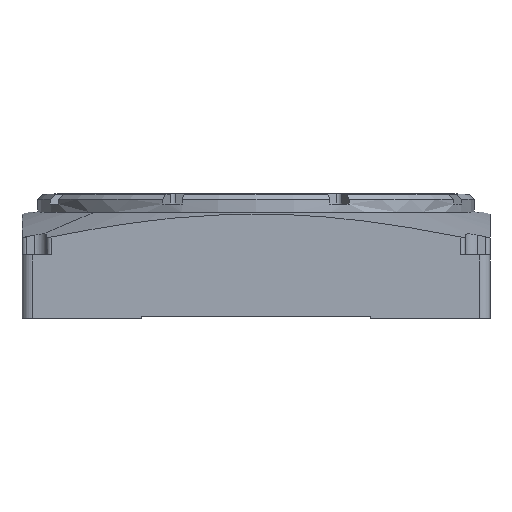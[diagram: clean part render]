
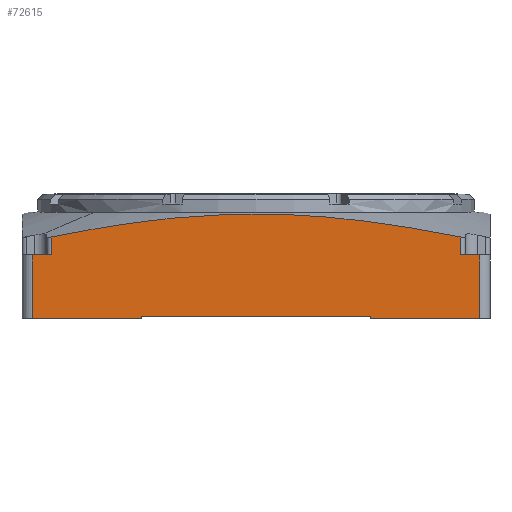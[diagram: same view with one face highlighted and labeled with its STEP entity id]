
A CAD part, front view. The second image highlights one B-rep face of the part: STEP entity #72615.
In plain terms, the highlighted planar face has unit normal (0, -1, 0).
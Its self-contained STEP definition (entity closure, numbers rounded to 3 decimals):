
#19119=CARTESIAN_POINT('',(98.5,-112.5,39.142));
#19143=CARTESIAN_POINT('',(-98.5,-112.5,39.142));
#19201=DIRECTION('',(-1.,0.,0.));
#19202=VECTOR('',#19201,9.);
#19203=CARTESIAN_POINT('',(107.5,-112.5,30.5));
#19204=LINE('',#19203,#19202);
#19226=DIRECTION('',(-1.,0.,0.));
#19227=VECTOR('',#19226,9.);
#19228=CARTESIAN_POINT('',(-98.5,-112.5,30.5));
#19229=LINE('',#19228,#19227);
#19417=DIRECTION('',(1.,0.,0.));
#19418=VECTOR('',#19417,52.5);
#19419=CARTESIAN_POINT('',(55.,-112.5,0.));
#19420=LINE('',#19419,#19418);
#19426=DIRECTION('',(1.,0.,0.));
#19427=VECTOR('',#19426,52.5);
#19428=CARTESIAN_POINT('',(-107.5,-112.5,0.));
#19429=LINE('',#19428,#19427);
#24058=DIRECTION('',(0.,0.,1.));
#24059=VECTOR('',#24058,8.642);
#24060=CARTESIAN_POINT('',(98.5,-112.5,30.5));
#24061=LINE('',#24060,#24059);
#24062=DIRECTION('',(0.,0.,-1.));
#24063=VECTOR('',#24062,30.5);
#24064=CARTESIAN_POINT('',(107.5,-112.5,30.5));
#24065=LINE('',#24064,#24063);
#24066=DIRECTION('',(0.,0.,1.));
#24067=VECTOR('',#24066,1.);
#24068=CARTESIAN_POINT('',(55.,-112.5,0.));
#24069=LINE('',#24068,#24067);
#24070=DIRECTION('',(1.,0.,0.));
#24071=VECTOR('',#24070,110.);
#24072=CARTESIAN_POINT('',(-55.,-112.5,1.));
#24073=LINE('',#24072,#24071);
#24074=DIRECTION('',(0.,0.,1.));
#24075=VECTOR('',#24074,1.);
#24076=CARTESIAN_POINT('',(-55.,-112.5,0.));
#24077=LINE('',#24076,#24075);
#24078=DIRECTION('',(0.,0.,-1.));
#24079=VECTOR('',#24078,30.5);
#24080=CARTESIAN_POINT('',(-107.5,-112.5,30.5));
#24081=LINE('',#24080,#24079);
#24082=DIRECTION('',(0.,0.,-1.));
#24083=VECTOR('',#24082,8.642);
#24084=CARTESIAN_POINT('',(-98.5,-112.5,39.142));
#24085=LINE('',#24084,#24083);
#24086=CARTESIAN_POINT('',(-98.5,-112.5,39.142));
#24087=CARTESIAN_POINT('',(-95.228,-112.5,39.788));
#24088=CARTESIAN_POINT('',(-88.86,-112.5,41.01));
#24089=CARTESIAN_POINT('',(-79.909,-112.5,42.621));
#24090=CARTESIAN_POINT('',(-71.334,-112.5,44.056));
#24091=CARTESIAN_POINT('',(-63.061,-112.5,45.329));
#24092=CARTESIAN_POINT('',(-54.995,-112.5,46.454));
#24093=CARTESIAN_POINT('',(-47.065,-112.5,47.437));
#24094=CARTESIAN_POINT('',(-39.212,-112.5,48.282));
#24095=CARTESIAN_POINT('',(-31.391,-112.5,48.985));
#24096=CARTESIAN_POINT('',(-23.57,-112.5,49.543));
#24097=CARTESIAN_POINT('',(-15.731,-112.5,49.948));
#24098=CARTESIAN_POINT('',(-7.87,-112.5,50.195));
#24099=CARTESIAN_POINT('',(0.005,-112.5,50.278));
#24100=CARTESIAN_POINT('',(7.88,-112.5,50.195));
#24101=CARTESIAN_POINT('',(15.741,-112.5,49.948));
#24102=CARTESIAN_POINT('',(23.58,-112.5,49.542));
#24103=CARTESIAN_POINT('',(31.401,-112.5,48.984));
#24104=CARTESIAN_POINT('',(39.221,-112.5,48.281));
#24105=CARTESIAN_POINT('',(47.073,-112.5,47.436));
#24106=CARTESIAN_POINT('',(55.001,-112.5,46.453));
#24107=CARTESIAN_POINT('',(63.065,-112.5,45.328));
#24108=CARTESIAN_POINT('',(71.337,-112.5,44.056));
#24109=CARTESIAN_POINT('',(79.91,-112.5,42.621));
#24110=CARTESIAN_POINT('',(88.86,-112.5,41.01));
#24111=CARTESIAN_POINT('',(95.228,-112.5,39.788));
#24112=CARTESIAN_POINT('',(98.5,-112.5,39.142));
#27560=CARTESIAN_POINT('',(-55.,-112.5,1.));
#27561=CARTESIAN_POINT('',(55.,-112.5,1.));
#27562=VERTEX_POINT('',#27560);
#27563=VERTEX_POINT('',#27561);
#27564=CARTESIAN_POINT('',(-55.,-112.5,0.));
#27565=VERTEX_POINT('',#27564);
#27566=CARTESIAN_POINT('',(55.,-112.5,0.));
#27567=VERTEX_POINT('',#27566);
#27617=CARTESIAN_POINT('',(107.5,-112.5,0.));
#27619=VERTEX_POINT('',#27617);
#27620=CARTESIAN_POINT('',(-107.5,-112.5,0.));
#27622=VERTEX_POINT('',#27620);
#27791=CARTESIAN_POINT('',(107.5,-112.5,30.5));
#27793=VERTEX_POINT('',#27791);
#27794=CARTESIAN_POINT('',(-107.5,-112.5,30.5));
#27796=VERTEX_POINT('',#27794);
#27833=VERTEX_POINT('',#19119);
#27837=CARTESIAN_POINT('',(98.5,-112.5,30.5));
#27838=VERTEX_POINT('',#27837);
#27843=VERTEX_POINT('',#19143);
#27844=CARTESIAN_POINT('',(-98.5,-112.5,30.5));
#27845=VERTEX_POINT('',#27844);
#72591=CARTESIAN_POINT('',(-112.5,-112.5,0.));
#72592=DIRECTION('',(0.,-1.,0.));
#72593=DIRECTION('',(1.,0.,0.));
#72594=AXIS2_PLACEMENT_3D('',#72591,#72592,#72593);
#72595=PLANE('',#72594);
#72597=ORIENTED_EDGE('',*,*,#72596,.F.);
#72598=ORIENTED_EDGE('',*,*,#66693,.F.);
#72600=ORIENTED_EDGE('',*,*,#72599,.T.);
#72601=ORIENTED_EDGE('',*,*,#66923,.F.);
#72603=ORIENTED_EDGE('',*,*,#72602,.T.);
#72604=ORIENTED_EDGE('',*,*,#68080,.F.);
#72605=ORIENTED_EDGE('',*,*,#72585,.F.);
#72606=ORIENTED_EDGE('',*,*,#66947,.F.);
#72608=ORIENTED_EDGE('',*,*,#72607,.F.);
#72609=ORIENTED_EDGE('',*,*,#66725,.F.);
#72611=ORIENTED_EDGE('',*,*,#72610,.F.);
#72612=ORIENTED_EDGE('',*,*,#66635,.T.);
#72613=EDGE_LOOP('',(#72597,#72598,#72600,#72601,#72603,#72604,#72605,#72606,
#72608,#72609,#72611,#72612));
#72614=FACE_OUTER_BOUND('',#72613,.F.);
#24113=B_SPLINE_CURVE_WITH_KNOTS('',3,(#24086,#24087,#24088,#24089,#24090,
#24091,#24092,#24093,#24094,#24095,#24096,#24097,#24098,#24099,#24100,#24101,
#24102,#24103,#24104,#24105,#24106,#24107,#24108,#24109,#24110,#24111,#24112),
.UNSPECIFIED.,.F.,.F.,(4,1,1,1,1,1,1,1,1,1,1,1,1,1,1,1,1,1,1,1,1,1,1,1,4),(0.,
0.042,0.083,0.125,0.167,0.208,
0.25,0.292,0.333,0.375,0.417,
0.458,0.5,0.542,0.583,0.625,
0.667,0.708,0.75,0.792,0.833,
0.875,0.917,0.958,1.),.UNSPECIFIED.);
#66635=EDGE_CURVE('',#27843,#27833,#24113,.T.);
#66693=EDGE_CURVE('',#27793,#27838,#19204,.T.);
#66725=EDGE_CURVE('',#27845,#27796,#19229,.T.);
#66923=EDGE_CURVE('',#27567,#27619,#19420,.T.);
#66947=EDGE_CURVE('',#27622,#27565,#19429,.T.);
#68080=EDGE_CURVE('',#27562,#27563,#24073,.T.);
#72585=EDGE_CURVE('',#27565,#27562,#24077,.T.);
#72596=EDGE_CURVE('',#27838,#27833,#24061,.T.);
#72599=EDGE_CURVE('',#27793,#27619,#24065,.T.);
#72602=EDGE_CURVE('',#27567,#27563,#24069,.T.);
#72607=EDGE_CURVE('',#27796,#27622,#24081,.T.);
#72610=EDGE_CURVE('',#27843,#27845,#24085,.T.);
#72615=ADVANCED_FACE('',(#72614),#72595,.T.);
